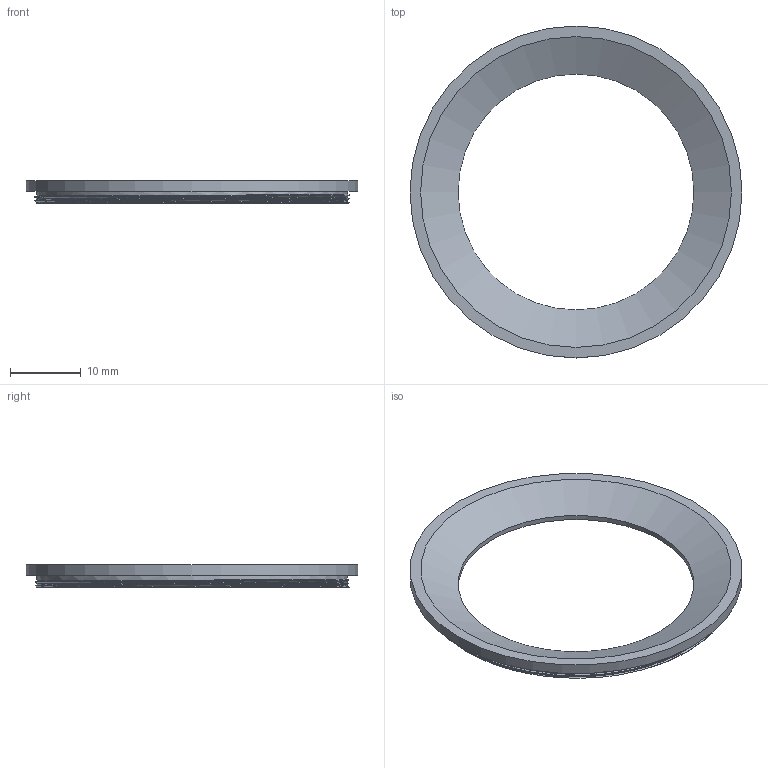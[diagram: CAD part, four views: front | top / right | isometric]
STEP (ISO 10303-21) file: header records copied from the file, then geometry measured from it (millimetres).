
FILE_DESCRIPTION(('FreeCAD Model'),'2;1');
FILE_NAME('Open CASCADE Shape Model','2021-07-14T14:26:26',('Author'),( ''),'Open CASCADE STEP processor 7.5','FreeCAD','Unknown');
FILE_SCHEMA(('AUTOMOTIVE_DESIGN { 1 0 10303 214 1 1 1 1 }'));
Length unit declared in the file: millimetre
Products named in the file (1): Cut003
Bounding box: 47 x 47 x 3.2 mm (x, y, z)
Volume: 1632.4 mm3; surface area: 2529.6 mm2
Topology: 1 solids, 1 shells, 23 faces, 48 edges, 28 vertices
Faces by surface type: bspline 12, cylinder 6, plane 4, cone 1
Full cylindrical faces by diameter (mm): 33.4 x1, 44 x3, 47 x1
Entity records: 1453 total; most frequent: CARTESIAN_POINT 1032, ORIENTED_EDGE 96, DIRECTION 49, EDGE_CURVE 48, B_SPLINE_CURVE_WITH_KNOTS 32, VERTEX_POINT 28, FACE_BOUND 26, EDGE_LOOP 26
